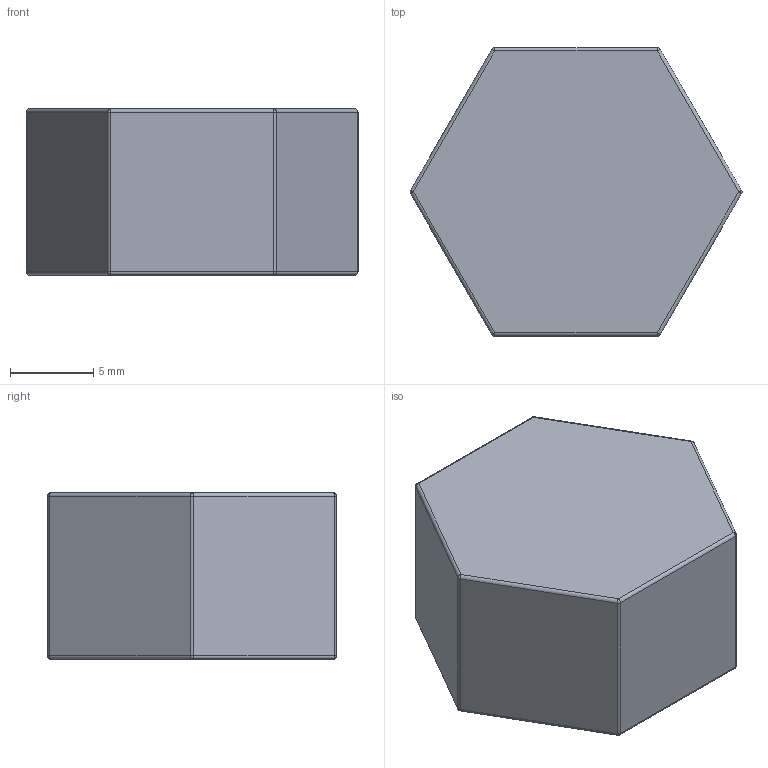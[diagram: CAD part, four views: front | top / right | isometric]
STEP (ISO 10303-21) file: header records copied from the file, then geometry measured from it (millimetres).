
FILE_DESCRIPTION(/* description */ (''),/* implementation_level */ '2;1');
FILE_NAME(/* name */ 'Star Wars button cap LED v8.step',/* time_stamp */ '2020-11-08T17:36:30+01:00',/* author */ (''),/* organization */ (''),/* preprocessor_version */ 'ST-DEVELOPER v18.1',/* originating_system */ 'Autodesk Translation Framework v9.3.0.1241',/* authorisation */ '');
FILE_SCHEMA (('AUTOMOTIVE_DESIGN { 1 0 10303 214 3 1 1 }'));
Length unit declared in the file: millimetre
Products named in the file (1): Star Wars button cap LED
Bounding box: 19.94 x 17.32 x 10 mm (x, y, z)
Volume: 2427.1 mm3; surface area: 1232.2 mm2
Topology: 1 solids, 1 shells, 41 faces, 77 edges, 39 vertices
Faces by surface type: cylinder 19, sphere 12, plane 9, cone 1
Full cylindrical faces by diameter (mm): 5.15 x1
Entity records: 1034 total; most frequent: DIRECTION 200, CARTESIAN_POINT 158, ORIENTED_EDGE 154, AXIS2_PLACEMENT_3D 81, EDGE_CURVE 77, EDGE_LOOP 42, FACE_OUTER_BOUND 41, ADVANCED_FACE 41
